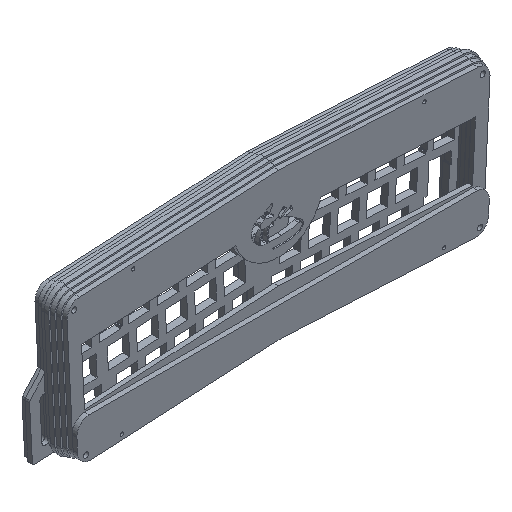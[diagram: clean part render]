
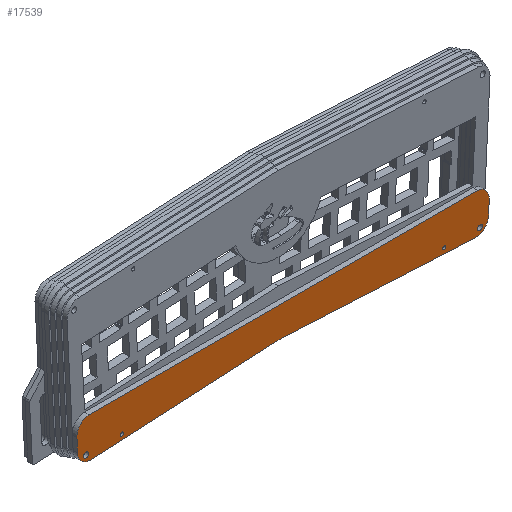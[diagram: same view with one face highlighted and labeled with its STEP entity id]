
A CAD part, isometric view. The second image highlights one B-rep face of the part: STEP entity #17539.
In plain terms, the highlighted planar face has unit normal (0, -1, 0).
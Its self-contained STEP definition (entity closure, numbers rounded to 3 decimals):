
#155=FACE_BOUND('',#2749,.T.);
#156=FACE_BOUND('',#2750,.T.);
#157=FACE_BOUND('',#2751,.T.);
#158=FACE_BOUND('',#2752,.T.);
#568=PLANE('',#18601);
#1154=CIRCLE('',#18579,1.675);
#1156=CIRCLE('',#18582,1.675);
#1157=CIRCLE('',#18584,8.5);
#1159=CIRCLE('',#18588,8.5);
#1161=CIRCLE('',#18592,8.5);
#1163=CIRCLE('',#18597,8.506);
#1759=FACE_OUTER_BOUND('',#2748,.T.);
#2748=EDGE_LOOP('',(#14621,#14622,#14623,#14624,#14625,#14626,#14627,#14628,
#14629));
#2749=EDGE_LOOP('',(#14630,#14631));
#2750=EDGE_LOOP('',(#14632,#14633));
#2751=EDGE_LOOP('',(#14634));
#2752=EDGE_LOOP('',(#14635));
#4241=LINE('',#26656,#6368);
#4245=LINE('',#26668,#6372);
#4249=LINE('',#26680,#6376);
#4252=LINE('',#26686,#6379);
#4256=LINE('',#26697,#6383);
#6368=VECTOR('',#21232,10.);
#6372=VECTOR('',#21244,10.);
#6376=VECTOR('',#21256,10.);
#6379=VECTOR('',#21261,10.);
#6383=VECTOR('',#21273,10.);
#7615=B_SPLINE_CURVE_WITH_KNOTS('',3,(#26579,#26580,#26581,#26582),
 .UNSPECIFIED.,.F.,.F.,(4,4),(-1.,0.),.UNSPECIFIED.);
#7617=B_SPLINE_CURVE_WITH_KNOTS('',3,(#26599,#26600,#26601,#26602),
 .UNSPECIFIED.,.F.,.F.,(4,4),(-1.,0.),.UNSPECIFIED.);
#7619=B_SPLINE_CURVE_WITH_KNOTS('',3,(#26617,#26618,#26619,#26620),
 .UNSPECIFIED.,.F.,.F.,(4,4),(0.,1.),.UNSPECIFIED.);
#7621=B_SPLINE_CURVE_WITH_KNOTS('',3,(#26637,#26638,#26639,#26640),
 .UNSPECIFIED.,.F.,.F.,(4,4),(0.,1.),.UNSPECIFIED.);
#8552=VERTEX_POINT('',#26560);
#8554=VERTEX_POINT('',#26566);
#8555=VERTEX_POINT('',#26577);
#8556=VERTEX_POINT('',#26578);
#8559=VERTEX_POINT('',#26615);
#8560=VERTEX_POINT('',#26616);
#8563=VERTEX_POINT('',#26646);
#8564=VERTEX_POINT('',#26647);
#8567=VERTEX_POINT('',#26655);
#8569=VERTEX_POINT('',#26661);
#8571=VERTEX_POINT('',#26667);
#8573=VERTEX_POINT('',#26673);
#8575=VERTEX_POINT('',#26679);
#8577=VERTEX_POINT('',#26685);
#8579=VERTEX_POINT('',#26691);
#10687=EDGE_CURVE('',#8552,#8552,#1154,.T.);
#10690=EDGE_CURVE('',#8554,#8554,#1156,.T.);
#10691=EDGE_CURVE('',#8555,#8556,#7615,.T.);
#10695=EDGE_CURVE('',#8556,#8555,#7617,.T.);
#10697=EDGE_CURVE('',#8559,#8560,#7619,.T.);
#10701=EDGE_CURVE('',#8560,#8559,#7621,.T.);
#10703=EDGE_CURVE('',#8563,#8564,#1157,.T.);
#10707=EDGE_CURVE('',#8563,#8567,#4241,.T.);
#10710=EDGE_CURVE('',#8569,#8567,#1159,.T.);
#10713=EDGE_CURVE('',#8571,#8569,#4245,.T.);
#10716=EDGE_CURVE('',#8573,#8571,#1161,.T.);
#10719=EDGE_CURVE('',#8573,#8575,#4249,.T.);
#10722=EDGE_CURVE('',#8575,#8577,#4252,.T.);
#10725=EDGE_CURVE('',#8579,#8577,#1163,.T.);
#10728=EDGE_CURVE('',#8564,#8579,#4256,.T.);
#14621=ORIENTED_EDGE('',*,*,#10728,.F.);
#14622=ORIENTED_EDGE('',*,*,#10703,.F.);
#14623=ORIENTED_EDGE('',*,*,#10707,.T.);
#14624=ORIENTED_EDGE('',*,*,#10710,.F.);
#14625=ORIENTED_EDGE('',*,*,#10713,.F.);
#14626=ORIENTED_EDGE('',*,*,#10716,.F.);
#14627=ORIENTED_EDGE('',*,*,#10719,.T.);
#14628=ORIENTED_EDGE('',*,*,#10722,.T.);
#14629=ORIENTED_EDGE('',*,*,#10725,.F.);
#14630=ORIENTED_EDGE('',*,*,#10701,.F.);
#14631=ORIENTED_EDGE('',*,*,#10697,.F.);
#14632=ORIENTED_EDGE('',*,*,#10695,.F.);
#14633=ORIENTED_EDGE('',*,*,#10691,.F.);
#14634=ORIENTED_EDGE('',*,*,#10690,.F.);
#14635=ORIENTED_EDGE('',*,*,#10687,.F.);
#17539=ADVANCED_FACE('',(#1759,#155,#156,#157,#158),#568,.F.);
#18579=AXIS2_PLACEMENT_3D('',#26562,#21209,#21210);
#18582=AXIS2_PLACEMENT_3D('',#26568,#21216,#21217);
#18584=AXIS2_PLACEMENT_3D('',#26648,#21224,#21225);
#18588=AXIS2_PLACEMENT_3D('',#26662,#21237,#21238);
#18592=AXIS2_PLACEMENT_3D('',#26674,#21249,#21250);
#18597=AXIS2_PLACEMENT_3D('',#26692,#21266,#21267);
#18601=AXIS2_PLACEMENT_3D('',#26700,#21277,#21278);
#21209=DIRECTION('center_axis',(0.,-1.,0.));
#21210=DIRECTION('ref_axis',(1.,0.,0.));
#21216=DIRECTION('center_axis',(0.,-1.,0.));
#21217=DIRECTION('ref_axis',(1.,0.,0.));
#21224=DIRECTION('center_axis',(0.,1.,0.));
#21225=DIRECTION('ref_axis',(0.089,0.,0.996));
#21232=DIRECTION('',(-1.,0.,0.));
#21237=DIRECTION('center_axis',(0.,1.,0.));
#21238=DIRECTION('ref_axis',(-0.999,0.,-0.052));
#21244=DIRECTION('',(-0.054,0.,0.999));
#21249=DIRECTION('center_axis',(0.,1.,0.));
#21250=DIRECTION('ref_axis',(0.065,0.,-0.998));
#21256=DIRECTION('',(0.999,0.,0.052));
#21261=DIRECTION('',(0.999,0.,-0.052));
#21266=DIRECTION('center_axis',(0.,1.,0.));
#21267=DIRECTION('ref_axis',(0.999,0.,-0.052));
#21273=DIRECTION('',(-0.053,0.,-0.999));
#21277=DIRECTION('center_axis',(0.,1.,0.));
#21278=DIRECTION('ref_axis',(1.,0.,0.));
#26560=CARTESIAN_POINT('',(658.417,-3.,135.293));
#26562=CARTESIAN_POINT('Origin',(660.092,-3.,135.293));
#26566=CARTESIAN_POINT('',(400.254,-3.,135.293));
#26568=CARTESIAN_POINT('Origin',(401.929,-3.,135.293));
#26577=CARTESIAN_POINT('',(635.546,-3.,135.634));
#26578=CARTESIAN_POINT('',(637.643,-3.,135.524));
#26579=CARTESIAN_POINT('Ctrl Pts',(635.546,-3.,135.634));
#26580=CARTESIAN_POINT('Ctrl Pts',(635.472,-3.,134.236));
#26581=CARTESIAN_POINT('Ctrl Pts',(637.57,-3.,134.126));
#26582=CARTESIAN_POINT('Ctrl Pts',(637.643,-3.,135.524));
#26599=CARTESIAN_POINT('Ctrl Pts',(637.643,-3.,135.524));
#26600=CARTESIAN_POINT('Ctrl Pts',(637.716,-3.,136.922));
#26601=CARTESIAN_POINT('Ctrl Pts',(635.619,-3.,137.032));
#26602=CARTESIAN_POINT('Ctrl Pts',(635.546,-3.,135.634));
#26615=CARTESIAN_POINT('',(426.482,-3.,135.506));
#26616=CARTESIAN_POINT('',(424.385,-3.,135.396));
#26617=CARTESIAN_POINT('Ctrl Pts',(426.482,-3.,135.506));
#26618=CARTESIAN_POINT('Ctrl Pts',(426.409,-3.,136.904));
#26619=CARTESIAN_POINT('Ctrl Pts',(424.312,-3.,136.794));
#26620=CARTESIAN_POINT('Ctrl Pts',(424.385,-3.,135.396));
#26637=CARTESIAN_POINT('Ctrl Pts',(424.385,-3.,135.396));
#26638=CARTESIAN_POINT('Ctrl Pts',(424.458,-3.,133.998));
#26639=CARTESIAN_POINT('Ctrl Pts',(426.555,-3.,134.107));
#26640=CARTESIAN_POINT('Ctrl Pts',(426.482,-3.,135.506));
#26646=CARTESIAN_POINT('',(658.419,-3.,157.25));
#26647=CARTESIAN_POINT('',(666.151,-3.,148.339));
#26648=CARTESIAN_POINT('Origin',(657.662,-3.,148.784));
#26655=CARTESIAN_POINT('',(403.917,-3.,157.218));
#26656=CARTESIAN_POINT('',(658.419,-3.,157.25));
#26661=CARTESIAN_POINT('',(395.873,-3.,148.284));
#26662=CARTESIAN_POINT('Origin',(404.361,-3.,148.729));
#26667=CARTESIAN_POINT('',(396.367,-3.,139.085));
#26668=CARTESIAN_POINT('',(396.367,-3.,139.085));
#26673=CARTESIAN_POINT('',(405.404,-3.,131.048));
#26674=CARTESIAN_POINT('Origin',(404.855,-3.,139.53));
#26679=CARTESIAN_POINT('',(530.958,-3.,137.621));
#26680=CARTESIAN_POINT('',(405.404,-3.,131.048));
#26685=CARTESIAN_POINT('',(656.616,-3.,131.041));
#26686=CARTESIAN_POINT('',(530.958,-3.,137.621));
#26691=CARTESIAN_POINT('',(665.66,-3.,139.085));
#26692=CARTESIAN_POINT('Origin',(657.166,-3.,139.53));
#26697=CARTESIAN_POINT('',(666.151,-3.,148.339));
#26700=CARTESIAN_POINT('Origin',(531.012,-3.,144.137));
